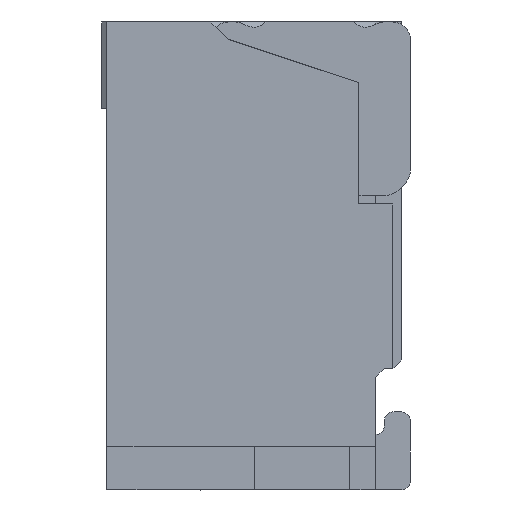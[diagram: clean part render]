
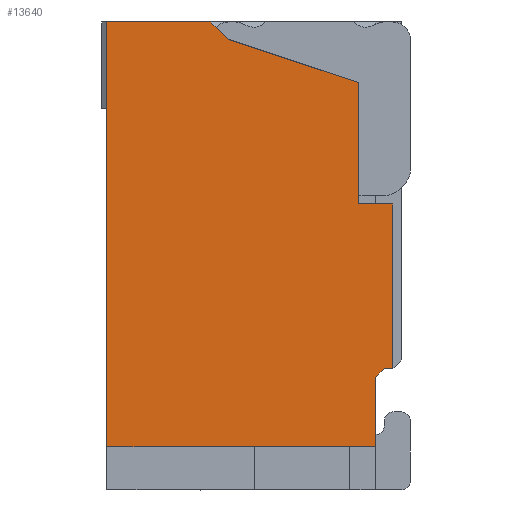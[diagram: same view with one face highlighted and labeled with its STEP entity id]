
A CAD part, left-side view. The second image highlights one B-rep face of the part: STEP entity #13640.
In plain terms, the highlighted planar face has unit normal (-1, 0, 0).
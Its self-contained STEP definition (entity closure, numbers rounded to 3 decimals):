
#11450=CARTESIAN_POINT('',(-17.5,0.05,1.65));
#11460=VERTEX_POINT('',#11450);
#11490=CARTESIAN_POINT('',(-17.5,0.25,1.65));
#11500=DIRECTION('',(0.,-1.,0.));
#11510=VECTOR('',#11500,0.2);
#11520=LINE('',#11490,#11510);
#11530=CARTESIAN_POINT('',(-17.5,0.25,1.65));
#11540=VERTEX_POINT('',#11530);
#11550=EDGE_CURVE('',#11540,#11460,#11520,.T.);
#12780=CARTESIAN_POINT('',(-17.5,0.049,2.701));
#12790=DIRECTION('',(-1.,0.,0.));
#12800=DIRECTION('',(0.,1.,0.));
#12810=AXIS2_PLACEMENT_3D('',#12780,#12790,#12800);
#12820=PLANE('',#12810);
#12830=CARTESIAN_POINT('',(-17.5,1.,2.6));
#12840=DIRECTION('',(0.,0.707,0.707));
#12850=VECTOR('',#12840,0.141);
#12860=LINE('',#12830,#12850);
#12870=CARTESIAN_POINT('',(-17.5,1.,2.6));
#12880=VERTEX_POINT('',#12870);
#12890=CARTESIAN_POINT('',(-17.5,1.1,2.7));
#12900=VERTEX_POINT('',#12890);
#12910=EDGE_CURVE('',#12880,#12900,#12860,.T.);
#12920=ORIENTED_EDGE('',*,*,#12910,.T.);
#12930=CARTESIAN_POINT('',(-17.5,0.25,2.35));
#12940=DIRECTION('',(0.,0.949,0.316));
#12950=VECTOR('',#12940,0.791);
#12960=LINE('',#12930,#12950);
#12970=CARTESIAN_POINT('',(-17.5,0.25,2.35));
#12980=VERTEX_POINT('',#12970);
#12990=EDGE_CURVE('',#12980,#12880,#12960,.T.);
#13000=ORIENTED_EDGE('',*,*,#12990,.T.);
#13010=CARTESIAN_POINT('',(-17.5,0.25,2.35));
#13020=DIRECTION('',(0.,0.,-1.));
#13030=VECTOR('',#13020,0.7);
#13040=LINE('',#13010,#13030);
#13050=EDGE_CURVE('',#12980,#11540,#13040,.T.);
#13060=ORIENTED_EDGE('',*,*,#13050,.F.);
#13070=ORIENTED_EDGE('',*,*,#11550,.F.);
#13080=CARTESIAN_POINT('',(-17.5,0.05,1.65));
#13090=DIRECTION('',(0.,0.,-1.));
#13100=VECTOR('',#13090,0.95);
#13110=LINE('',#13080,#13100);
#13120=CARTESIAN_POINT('',(-17.5,0.05,0.7));
#13130=VERTEX_POINT('',#13120);
#13140=EDGE_CURVE('',#11460,#13130,#13110,.T.);
#13150=ORIENTED_EDGE('',*,*,#13140,.F.);
#13160=CARTESIAN_POINT('',(-17.5,0.05,0.7));
#13170=DIRECTION('',(0.,1.,0.));
#13180=VECTOR('',#13170,0.05);
#13190=LINE('',#13160,#13180);
#13200=CARTESIAN_POINT('',(-17.5,0.1,0.7));
#13210=VERTEX_POINT('',#13200);
#13220=EDGE_CURVE('',#13130,#13210,#13190,.T.);
#13230=ORIENTED_EDGE('',*,*,#13220,.F.);
#13240=CARTESIAN_POINT('',(-17.5,0.15,0.65));
#13250=DIRECTION('',(0.,-0.707,0.707));
#13260=VECTOR('',#13250,0.071);
#13270=LINE('',#13240,#13260);
#13280=CARTESIAN_POINT('',(-17.5,0.15,0.65));
#13290=VERTEX_POINT('',#13280);
#13300=EDGE_CURVE('',#13290,#13210,#13270,.T.);
#13310=ORIENTED_EDGE('',*,*,#13300,.T.);
#13320=CARTESIAN_POINT('',(-17.5,0.15,0.));
#13330=DIRECTION('',(0.,0.,-1.));
#13340=VECTOR('',#13330,1.);
#13350=LINE('',#13320,#13340);
#13360=CARTESIAN_POINT('',(-17.5,0.15,0.25));
#13370=VERTEX_POINT('',#13360);
#13380=EDGE_CURVE('',#13290,#13370,#13350,.T.);
#13390=ORIENTED_EDGE('',*,*,#13380,.F.);
#13400=CARTESIAN_POINT('',(-17.5,0.,0.25));
#13410=DIRECTION('',(0.,-1.,0.));
#13420=VECTOR('',#13410,1.);
#13430=LINE('',#13400,#13420);
#13440=CARTESIAN_POINT('',(-17.5,1.7,0.25));
#13450=VERTEX_POINT('',#13440);
#13460=EDGE_CURVE('',#13450,#13370,#13430,.T.);
#13470=ORIENTED_EDGE('',*,*,#13460,.T.);
#13480=CARTESIAN_POINT('',(-17.5,1.7,0.));
#13490=DIRECTION('',(0.,0.,-1.));
#13500=VECTOR('',#13490,1.);
#13510=LINE('',#13480,#13500);
#13520=CARTESIAN_POINT('',(-17.5,1.7,2.7));
#13530=VERTEX_POINT('',#13520);
#13540=EDGE_CURVE('',#13530,#13450,#13510,.T.);
#13550=ORIENTED_EDGE('',*,*,#13540,.T.);
#13560=CARTESIAN_POINT('',(-17.5,1.7,2.7));
#13570=DIRECTION('',(0.,-1.,0.));
#13580=VECTOR('',#13570,0.6);
#13590=LINE('',#13560,#13580);
#13600=EDGE_CURVE('',#13530,#12900,#13590,.T.);
#13610=ORIENTED_EDGE('',*,*,#13600,.F.);
#13620=EDGE_LOOP('',(#13610,#13550,#13470,#13390,#13310,#13230,#13150,
#13070,#13060,#13000,#12920));
#13630=FACE_OUTER_BOUND('',#13620,.T.);
#13640=ADVANCED_FACE('',(#13630),#12820,.T.);
